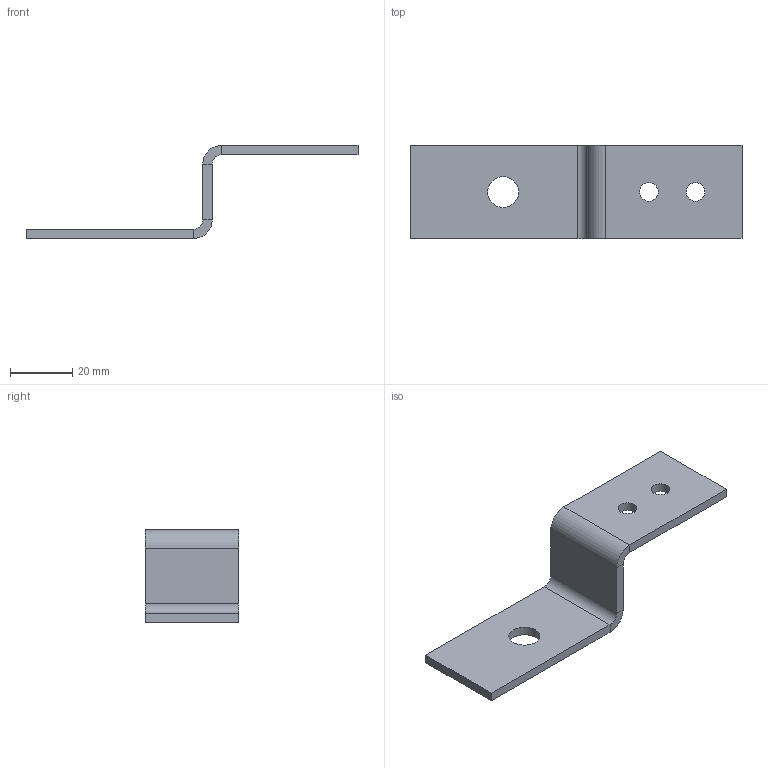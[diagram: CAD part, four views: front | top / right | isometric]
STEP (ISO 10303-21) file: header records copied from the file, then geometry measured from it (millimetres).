
FILE_DESCRIPTION(/* description */ ('STEP AP214'),/* implementation_level */ '2;1');
FILE_NAME(/* name */ '68b1b8d5f1fb2e653ae4e217',/* time_stamp */ '2025-08-29T14:27:34Z',/* author */ (''),/* organization */ (''),/* preprocessor_version */ 'ST-DEVELOPER v20',/* originating_system */ 'ONSHAPE BY PTC INC, 1.202',/* authorisation */ ' ');
FILE_SCHEMA (('AUTOMOTIVE_DESIGN {1 0 10303 214 3 1 1}'));
Length unit declared in the file: metre
Products named in the file (1): Part 1
Bounding box: 107 x 30 x 30 mm (x, y, z)
Volume: 11307.1 mm3; surface area: 8706.2 mm2
Topology: 1 solids, 1 shells, 25 faces, 53 edges, 30 vertices
Faces by surface type: plane 18, cylinder 7
Full cylindrical faces by diameter (mm): 6 x2, 10 x1
Entity records: 680 total; most frequent: DIRECTION 116, CARTESIAN_POINT 106, ORIENTED_EDGE 100, EDGE_CURVE 50, AXIS2_PLACEMENT_3D 40, LINE 36, VECTOR 36, EDGE_LOOP 34
